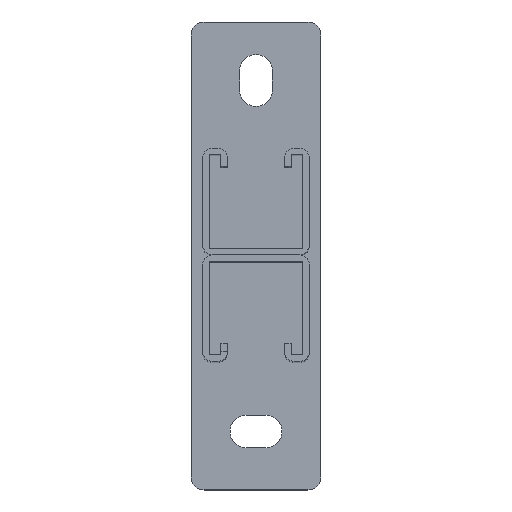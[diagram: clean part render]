
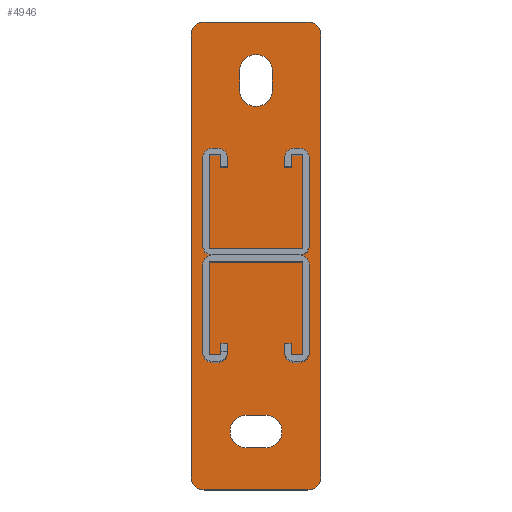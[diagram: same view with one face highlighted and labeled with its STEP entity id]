
A CAD part, top view. The second image highlights one B-rep face of the part: STEP entity #4946.
In plain terms, the highlighted planar face has unit normal (0, 0, 1).
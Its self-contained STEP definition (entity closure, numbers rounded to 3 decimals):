
#53 = EDGE_CURVE ( 'NONE', #10868, #16048, #11552, .T. ) ;
#122 = EDGE_CURVE ( 'NONE', #5541, #8992, #11773, .T. ) ;
#188 = ORIENTED_EDGE ( 'NONE', *, *, #11857, .T. ) ;
#356 = ORIENTED_EDGE ( 'NONE', *, *, #8477, .T. ) ;
#559 = DIRECTION ( 'NONE',  ( 1., 0., 0. ) ) ;
#711 = ORIENTED_EDGE ( 'NONE', *, *, #7697, .F. ) ;
#1012 = CIRCLE ( 'NONE', #6587, 5. ) ;
#1055 = CARTESIAN_POINT ( 'NONE',  ( 25., 90., 0. ) ) ;
#1124 = CARTESIAN_POINT ( 'NONE',  ( 20., -90., 0. ) ) ;
#1497 = CARTESIAN_POINT ( 'NONE',  ( -25., 85., 0. ) ) ;
#1523 = VECTOR ( 'NONE', #1603, 1000. ) ;
#1537 = EDGE_LOOP ( 'NONE', ( #10025, #14165, #5566, #5707 ) ) ;
#1578 = CARTESIAN_POINT ( 'NONE',  ( 20., 90., 0. ) ) ;
#1603 = DIRECTION ( 'NONE',  ( 0., -1., 0. ) ) ;
#1784 = DIRECTION ( 'NONE',  ( 0., -1., 0. ) ) ;
#2000 = EDGE_LOOP ( 'NONE', ( #14345, #15094, #711, #15830, #7171 ) ) ;
#2148 = VERTEX_POINT ( 'NONE', #1578 ) ;
#2154 = AXIS2_PLACEMENT_3D ( 'NONE', #8705, #7666, #8818 ) ;
#2166 = VERTEX_POINT ( 'NONE', #14474 ) ;
#2265 = CARTESIAN_POINT ( 'NONE',  ( -3.75, -61.25, 0. ) ) ;
#2351 = PLANE ( 'NONE',  #3219 ) ;
#2704 = CARTESIAN_POINT ( 'NONE',  ( 0., 0., 0. ) ) ;
#2772 = VERTEX_POINT ( 'NONE', #11070 ) ;
#2894 = VERTEX_POINT ( 'NONE', #3313 ) ;
#3119 = FACE_OUTER_BOUND ( 'NONE', #7342, .T. ) ;
#3140 = EDGE_CURVE ( 'NONE', #8992, #6840, #14135, .T. ) ;
#3147 = EDGE_CURVE ( 'NONE', #2148, #4222, #5351, .T. ) ;
#3219 = AXIS2_PLACEMENT_3D ( 'NONE', #2704, #14091, #10193 ) ;
#3289 = CIRCLE ( 'NONE', #7087, 6.25 ) ;
#3313 = CARTESIAN_POINT ( 'NONE',  ( 3.75, -73.75, 0. ) ) ;
#3810 = AXIS2_PLACEMENT_3D ( 'NONE', #14951, #7116, #9925 ) ;
#3925 = EDGE_CURVE ( 'NONE', #2166, #14778, #6752, .T. ) ;
#4015 = CARTESIAN_POINT ( 'NONE',  ( 25., 85., 0. ) ) ;
#4033 = CIRCLE ( 'NONE', #10471, 6.25 ) ;
#4222 = VERTEX_POINT ( 'NONE', #14220 ) ;
#4320 = ORIENTED_EDGE ( 'NONE', *, *, #10430, .T. ) ;
#4518 = LINE ( 'NONE', #8217, #10228 ) ;
#4593 = CARTESIAN_POINT ( 'NONE',  ( -25., -85., 0. ) ) ;
#4916 = CARTESIAN_POINT ( 'NONE',  ( -25., 90., 0. ) ) ;
#4946 = ADVANCED_FACE ( 'NONE', ( #6203, #7418, #3119 ), #2351, .T. ) ;
#5077 = CARTESIAN_POINT ( 'NONE',  ( 20., -85., 0. ) ) ;
#5313 = DIRECTION ( 'NONE',  ( 1., 0., 0. ) ) ;
#5351 = LINE ( 'NONE', #4916, #8831 ) ;
#5541 = VERTEX_POINT ( 'NONE', #14469 ) ;
#5566 = ORIENTED_EDGE ( 'NONE', *, *, #8386, .F. ) ;
#5707 = ORIENTED_EDGE ( 'NONE', *, *, #11720, .F. ) ;
#6056 = LINE ( 'NONE', #1055, #11759 ) ;
#6072 = CIRCLE ( 'NONE', #2154, 5. ) ;
#6172 = ORIENTED_EDGE ( 'NONE', *, *, #3147, .T. ) ;
#6203 = FACE_BOUND ( 'NONE', #2000, .T. ) ;
#6446 = DIRECTION ( 'NONE',  ( 0., 0., 1. ) ) ;
#6515 = CARTESIAN_POINT ( 'NONE',  ( -3.75, -73.75, 0. ) ) ;
#6587 = AXIS2_PLACEMENT_3D ( 'NONE', #15143, #7186, #16387 ) ;
#6608 = AXIS2_PLACEMENT_3D ( 'NONE', #10315, #6446, #11630 ) ;
#6732 = VERTEX_POINT ( 'NONE', #4015 ) ;
#6752 = CIRCLE ( 'NONE', #7141, 6.25 ) ;
#6796 = CARTESIAN_POINT ( 'NONE',  ( -25., 90., 0. ) ) ;
#6840 = VERTEX_POINT ( 'NONE', #14304 ) ;
#7087 = AXIS2_PLACEMENT_3D ( 'NONE', #8636, #12627, #12454 ) ;
#7116 = DIRECTION ( 'NONE',  ( 0., 0., 1. ) ) ;
#7141 = AXIS2_PLACEMENT_3D ( 'NONE', #16001, #9371, #10736 ) ;
#7171 = ORIENTED_EDGE ( 'NONE', *, *, #9192, .F. ) ;
#7186 = DIRECTION ( 'NONE',  ( 0., 0., 1. ) ) ;
#7197 = ORIENTED_EDGE ( 'NONE', *, *, #13701, .T. ) ;
#7342 = EDGE_LOOP ( 'NONE', ( #14049, #4320, #7197, #7934, #14254, #188, #6172, #356 ) ) ;
#7418 = FACE_BOUND ( 'NONE', #1537, .T. ) ;
#7666 = DIRECTION ( 'NONE',  ( 0., 0., 1. ) ) ;
#7697 = EDGE_CURVE ( 'NONE', #9649, #11413, #14685, .T. ) ;
#7893 = CARTESIAN_POINT ( 'NONE',  ( 3.75, -61.25, 0. ) ) ;
#7934 = ORIENTED_EDGE ( 'NONE', *, *, #53, .T. ) ;
#8030 = DIRECTION ( 'NONE',  ( 0., 0., 1. ) ) ;
#8217 = CARTESIAN_POINT ( 'NONE',  ( -6.25, 71.25, 0. ) ) ;
#8302 = VECTOR ( 'NONE', #8897, 1000. ) ;
#8386 = EDGE_CURVE ( 'NONE', #15472, #5541, #4033, .T. ) ;
#8477 = EDGE_CURVE ( 'NONE', #4222, #9344, #6072, .T. ) ;
#8636 = CARTESIAN_POINT ( 'NONE',  ( 3.75, -67.5, 0. ) ) ;
#8705 = CARTESIAN_POINT ( 'NONE',  ( -20., 85., 0. ) ) ;
#8752 = DIRECTION ( 'NONE',  ( -1., 0., 0. ) ) ;
#8818 = DIRECTION ( 'NONE',  ( 1., 0., 0. ) ) ;
#8831 = VECTOR ( 'NONE', #14104, 1000. ) ;
#8863 = CARTESIAN_POINT ( 'NONE',  ( 6.25, 71.25, 0. ) ) ;
#8897 = DIRECTION ( 'NONE',  ( 0., 1., 0. ) ) ;
#8992 = VERTEX_POINT ( 'NONE', #8863 ) ;
#9021 = EDGE_CURVE ( 'NONE', #11413, #2166, #13822, .T. ) ;
#9046 = EDGE_CURVE ( 'NONE', #16048, #6732, #6056, .T. ) ;
#9123 = VECTOR ( 'NONE', #9585, 1000. ) ;
#9192 = EDGE_CURVE ( 'NONE', #14778, #2894, #11354, .T. ) ;
#9344 = VERTEX_POINT ( 'NONE', #1497 ) ;
#9371 = DIRECTION ( 'NONE',  ( 0., 0., 1. ) ) ;
#9585 = DIRECTION ( 'NONE',  ( 1., 0., 0. ) ) ;
#9649 = VERTEX_POINT ( 'NONE', #10100 ) ;
#9713 = VECTOR ( 'NONE', #5313, 1000. ) ;
#9925 = DIRECTION ( 'NONE',  ( 1., 0., 0. ) ) ;
#10025 = ORIENTED_EDGE ( 'NONE', *, *, #3140, .F. ) ;
#10100 = CARTESIAN_POINT ( 'NONE',  ( 10., -67.5, 0. ) ) ;
#10193 = DIRECTION ( 'NONE',  ( 1., 0., 0. ) ) ;
#10228 = VECTOR ( 'NONE', #1784, 1000. ) ;
#10315 = CARTESIAN_POINT ( 'NONE',  ( 0., 71.25, 0. ) ) ;
#10412 = DIRECTION ( 'NONE',  ( 1., 0., 0. ) ) ;
#10430 = EDGE_CURVE ( 'NONE', #13260, #2772, #15211, .T. ) ;
#10471 = AXIS2_PLACEMENT_3D ( 'NONE', #16530, #11147, #559 ) ;
#10736 = DIRECTION ( 'NONE',  ( 1., 0., 0. ) ) ;
#10868 = VERTEX_POINT ( 'NONE', #1124 ) ;
#11070 = CARTESIAN_POINT ( 'NONE',  ( -20., -90., 0. ) ) ;
#11147 = DIRECTION ( 'NONE',  ( 0., 0., 1. ) ) ;
#11354 = LINE ( 'NONE', #6515, #9713 ) ;
#11413 = VERTEX_POINT ( 'NONE', #7893 ) ;
#11552 = CIRCLE ( 'NONE', #16302, 5. ) ;
#11630 = DIRECTION ( 'NONE',  ( 1., 0., 0. ) ) ;
#11720 = EDGE_CURVE ( 'NONE', #6840, #15472, #4518, .T. ) ;
#11759 = VECTOR ( 'NONE', #14113, 1000. ) ;
#11773 = LINE ( 'NONE', #16827, #8302 ) ;
#11857 = EDGE_CURVE ( 'NONE', #6732, #2148, #1012, .T. ) ;
#11957 = DIRECTION ( 'NONE',  ( 1., 0., 0. ) ) ;
#12018 = AXIS2_PLACEMENT_3D ( 'NONE', #13114, #8030, #11957 ) ;
#12059 = CARTESIAN_POINT ( 'NONE',  ( -3.75, -73.75, 0. ) ) ;
#12067 = CARTESIAN_POINT ( 'NONE',  ( 25., -85., 0. ) ) ;
#12454 = DIRECTION ( 'NONE',  ( 1., 0., 0. ) ) ;
#12627 = DIRECTION ( 'NONE',  ( 0., 0., 1. ) ) ;
#13114 = CARTESIAN_POINT ( 'NONE',  ( -20., -85., 0. ) ) ;
#13260 = VERTEX_POINT ( 'NONE', #4593 ) ;
#13701 = EDGE_CURVE ( 'NONE', #2772, #10868, #14443, .T. ) ;
#13822 = LINE ( 'NONE', #2265, #16057 ) ;
#14049 = ORIENTED_EDGE ( 'NONE', *, *, #14088, .T. ) ;
#14088 = EDGE_CURVE ( 'NONE', #9344, #13260, #16711, .T. ) ;
#14091 = DIRECTION ( 'NONE',  ( 0., 0., 1. ) ) ;
#14104 = DIRECTION ( 'NONE',  ( -1., 0., 0. ) ) ;
#14113 = DIRECTION ( 'NONE',  ( 0., 1., 0. ) ) ;
#14135 = CIRCLE ( 'NONE', #6608, 6.25 ) ;
#14153 = DIRECTION ( 'NONE',  ( 0., 0., 1. ) ) ;
#14165 = ORIENTED_EDGE ( 'NONE', *, *, #122, .F. ) ;
#14220 = CARTESIAN_POINT ( 'NONE',  ( -20., 90., 0. ) ) ;
#14254 = ORIENTED_EDGE ( 'NONE', *, *, #9046, .T. ) ;
#14304 = CARTESIAN_POINT ( 'NONE',  ( -6.25, 71.25, 0. ) ) ;
#14345 = ORIENTED_EDGE ( 'NONE', *, *, #3925, .F. ) ;
#14443 = LINE ( 'NONE', #16103, #9123 ) ;
#14469 = CARTESIAN_POINT ( 'NONE',  ( 6.25, 63.75, 0. ) ) ;
#14474 = CARTESIAN_POINT ( 'NONE',  ( -3.75, -61.25, 0. ) ) ;
#14685 = CIRCLE ( 'NONE', #3810, 6.25 ) ;
#14778 = VERTEX_POINT ( 'NONE', #12059 ) ;
#14891 = CARTESIAN_POINT ( 'NONE',  ( -6.25, 63.75, 0. ) ) ;
#14951 = CARTESIAN_POINT ( 'NONE',  ( 3.75, -67.5, 0. ) ) ;
#15094 = ORIENTED_EDGE ( 'NONE', *, *, #9021, .F. ) ;
#15143 = CARTESIAN_POINT ( 'NONE',  ( 20., 85., 0. ) ) ;
#15211 = CIRCLE ( 'NONE', #12018, 5. ) ;
#15472 = VERTEX_POINT ( 'NONE', #14891 ) ;
#15830 = ORIENTED_EDGE ( 'NONE', *, *, #16809, .F. ) ;
#16001 = CARTESIAN_POINT ( 'NONE',  ( -3.75, -67.5, 0. ) ) ;
#16048 = VERTEX_POINT ( 'NONE', #12067 ) ;
#16057 = VECTOR ( 'NONE', #8752, 1000. ) ;
#16103 = CARTESIAN_POINT ( 'NONE',  ( -25., -90., 0. ) ) ;
#16302 = AXIS2_PLACEMENT_3D ( 'NONE', #5077, #14153, #10412 ) ;
#16387 = DIRECTION ( 'NONE',  ( 1., 0., 0. ) ) ;
#16530 = CARTESIAN_POINT ( 'NONE',  ( 0., 63.75, 0. ) ) ;
#16711 = LINE ( 'NONE', #6796, #1523 ) ;
#16809 = EDGE_CURVE ( 'NONE', #2894, #9649, #3289, .T. ) ;
#16827 = CARTESIAN_POINT ( 'NONE',  ( 6.25, 71.25, 0. ) ) ;
